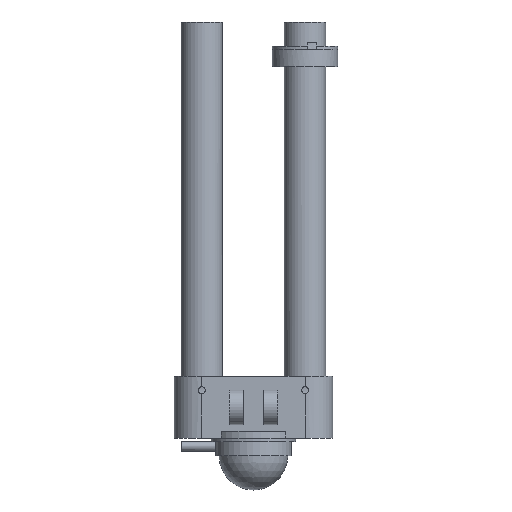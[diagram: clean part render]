
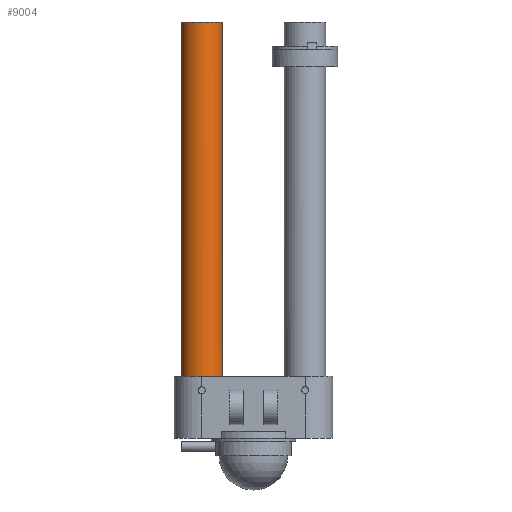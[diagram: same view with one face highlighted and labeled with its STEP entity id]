
A CAD part, front view. The second image highlights one B-rep face of the part: STEP entity #9004.
In plain terms, the highlighted cylindrical face has radius 6.015 mm (diameter 12.03 mm), a full revolution.
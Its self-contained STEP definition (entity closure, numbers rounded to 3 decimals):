
#2200 = PLANE('',#2201);
#2201 = AXIS2_PLACEMENT_3D('',#2202,#2203,#2204);
#2202 = CARTESIAN_POINT('',(-15.,-38.25,-84.));
#2203 = DIRECTION('',(0.,0.,1.));
#2204 = DIRECTION('',(-1.,0.,0.));
#2384 = PLANE('',#2385);
#2385 = AXIS2_PLACEMENT_3D('',#2386,#2387,#2388);
#2386 = CARTESIAN_POINT('',(-15.,-38.25,-84.));
#2387 = DIRECTION('',(0.,0.,1.));
#2388 = DIRECTION('',(-1.,0.,0.));
#4165 = EDGE_CURVE('',#4166,#4168,#4170,.T.);
#4166 = VERTEX_POINT('',#4167);
#4167 = CARTESIAN_POINT('',(-15.,-44.265,-84.));
#4168 = VERTEX_POINT('',#4169);
#4169 = CARTESIAN_POINT('',(-10.508,-42.25,-84.));
#4170 = SURFACE_CURVE('',#4171,(#4176,#4183),.PCURVE_S1.);
#4171 = CIRCLE('',#4172,6.015);
#4172 = AXIS2_PLACEMENT_3D('',#4173,#4174,#4175);
#4173 = CARTESIAN_POINT('',(-15.,-38.25,-84.));
#4174 = DIRECTION('',(0.,0.,1.));
#4175 = DIRECTION('',(1.,0.,0.));
#4176 = PCURVE('',#2200,#4177);
#4177 = DEFINITIONAL_REPRESENTATION('',(#4178),#4182);
#4178 = CIRCLE('',#4179,6.015);
#4179 = AXIS2_PLACEMENT_2D('',#4180,#4181);
#4180 = CARTESIAN_POINT('',(0.,0.));
#4181 = DIRECTION('',(-1.,0.));
#4182 = ( GEOMETRIC_REPRESENTATION_CONTEXT(2) 
PARAMETRIC_REPRESENTATION_CONTEXT() REPRESENTATION_CONTEXT('2D SPACE',''
  ) );
#4183 = PCURVE('',#4184,#4189);
#4184 = CYLINDRICAL_SURFACE('',#4185,6.015);
#4185 = AXIS2_PLACEMENT_3D('',#4186,#4187,#4188);
#4186 = CARTESIAN_POINT('',(-15.,-38.25,-101.));
#4187 = DIRECTION('',(0.,0.,1.));
#4188 = DIRECTION('',(1.,0.,0.));
#4189 = DEFINITIONAL_REPRESENTATION('',(#4190),#4194);
#4190 = LINE('',#4191,#4192);
#4191 = CARTESIAN_POINT('',(0.,17.));
#4192 = VECTOR('',#4193,1.);
#4193 = DIRECTION('',(1.,0.));
#4194 = ( GEOMETRIC_REPRESENTATION_CONTEXT(2) 
PARAMETRIC_REPRESENTATION_CONTEXT() REPRESENTATION_CONTEXT('2D SPACE',''
  ) );
#4210 = PLANE('',#4211);
#4211 = AXIS2_PLACEMENT_3D('',#4212,#4213,#4214);
#4212 = CARTESIAN_POINT('',(-15.,-38.25,-84.));
#4213 = DIRECTION('',(0.,0.,1.));
#4214 = DIRECTION('',(-1.,0.,0.));
#4237 = PLANE('',#4238);
#4238 = AXIS2_PLACEMENT_3D('',#4239,#4240,#4241);
#4239 = CARTESIAN_POINT('',(-15.,-38.25,-84.));
#4240 = DIRECTION('',(0.,0.,1.));
#4241 = DIRECTION('',(-1.,0.,0.));
#4380 = EDGE_CURVE('',#4381,#4383,#4385,.T.);
#4381 = VERTEX_POINT('',#4382);
#4382 = CARTESIAN_POINT('',(-10.508,-34.25,-84.));
#4383 = VERTEX_POINT('',#4384);
#4384 = CARTESIAN_POINT('',(-15.,-32.235,-84.));
#4385 = SURFACE_CURVE('',#4386,(#4391,#4398),.PCURVE_S1.);
#4386 = CIRCLE('',#4387,6.015);
#4387 = AXIS2_PLACEMENT_3D('',#4388,#4389,#4390);
#4388 = CARTESIAN_POINT('',(-15.,-38.25,-84.));
#4389 = DIRECTION('',(0.,0.,1.));
#4390 = DIRECTION('',(1.,0.,0.));
#4391 = PCURVE('',#2384,#4392);
#4392 = DEFINITIONAL_REPRESENTATION('',(#4393),#4397);
#4393 = CIRCLE('',#4394,6.015);
#4394 = AXIS2_PLACEMENT_2D('',#4395,#4396);
#4395 = CARTESIAN_POINT('',(0.,0.));
#4396 = DIRECTION('',(-1.,0.));
#4397 = ( GEOMETRIC_REPRESENTATION_CONTEXT(2) 
PARAMETRIC_REPRESENTATION_CONTEXT() REPRESENTATION_CONTEXT('2D SPACE',''
  ) );
#4398 = PCURVE('',#4184,#4399);
#4399 = DEFINITIONAL_REPRESENTATION('',(#4400),#4404);
#4400 = LINE('',#4401,#4402);
#4401 = CARTESIAN_POINT('',(0.,17.));
#4402 = VECTOR('',#4403,1.);
#4403 = DIRECTION('',(1.,0.));
#4404 = ( GEOMETRIC_REPRESENTATION_CONTEXT(2) 
PARAMETRIC_REPRESENTATION_CONTEXT() REPRESENTATION_CONTEXT('2D SPACE',''
  ) );
#9004 = ADVANCED_FACE('',(#9005),#4184,.T.);
#9005 = FACE_BOUND('',#9006,.T.);
#9006 = EDGE_LOOP('',(#9007,#9032,#9059,#9060,#9082,#9083,#9105,#9106));
#9007 = ORIENTED_EDGE('',*,*,#9008,.T.);
#9008 = EDGE_CURVE('',#9009,#9011,#9013,.T.);
#9009 = VERTEX_POINT('',#9010);
#9010 = CARTESIAN_POINT('',(-8.985,-38.25,-84.));
#9011 = VERTEX_POINT('',#9012);
#9012 = CARTESIAN_POINT('',(-8.985,-38.25,19.));
#9013 = SEAM_CURVE('',#9014,(#9018,#9025),.PCURVE_S1.);
#9014 = LINE('',#9015,#9016);
#9015 = CARTESIAN_POINT('',(-8.985,-38.25,-101.));
#9016 = VECTOR('',#9017,1.);
#9017 = DIRECTION('',(0.,0.,1.));
#9018 = PCURVE('',#4184,#9019);
#9019 = DEFINITIONAL_REPRESENTATION('',(#9020),#9024);
#9020 = LINE('',#9021,#9022);
#9021 = CARTESIAN_POINT('',(6.283,-0.));
#9022 = VECTOR('',#9023,1.);
#9023 = DIRECTION('',(0.,1.));
#9024 = ( GEOMETRIC_REPRESENTATION_CONTEXT(2) 
PARAMETRIC_REPRESENTATION_CONTEXT() REPRESENTATION_CONTEXT('2D SPACE',''
  ) );
#9025 = PCURVE('',#4184,#9026);
#9026 = DEFINITIONAL_REPRESENTATION('',(#9027),#9031);
#9027 = LINE('',#9028,#9029);
#9028 = CARTESIAN_POINT('',(0.,-0.));
#9029 = VECTOR('',#9030,1.);
#9030 = DIRECTION('',(0.,1.));
#9031 = ( GEOMETRIC_REPRESENTATION_CONTEXT(2) 
PARAMETRIC_REPRESENTATION_CONTEXT() REPRESENTATION_CONTEXT('2D SPACE',''
  ) );
#9032 = ORIENTED_EDGE('',*,*,#9033,.F.);
#9033 = EDGE_CURVE('',#9011,#9011,#9034,.T.);
#9034 = SURFACE_CURVE('',#9035,(#9040,#9047),.PCURVE_S1.);
#9035 = CIRCLE('',#9036,6.015);
#9036 = AXIS2_PLACEMENT_3D('',#9037,#9038,#9039);
#9037 = CARTESIAN_POINT('',(-15.,-38.25,19.));
#9038 = DIRECTION('',(0.,0.,1.));
#9039 = DIRECTION('',(1.,0.,0.));
#9040 = PCURVE('',#4184,#9041);
#9041 = DEFINITIONAL_REPRESENTATION('',(#9042),#9046);
#9042 = LINE('',#9043,#9044);
#9043 = CARTESIAN_POINT('',(0.,120.));
#9044 = VECTOR('',#9045,1.);
#9045 = DIRECTION('',(1.,0.));
#9046 = ( GEOMETRIC_REPRESENTATION_CONTEXT(2) 
PARAMETRIC_REPRESENTATION_CONTEXT() REPRESENTATION_CONTEXT('2D SPACE',''
  ) );
#9047 = PCURVE('',#9048,#9053);
#9048 = PLANE('',#9049);
#9049 = AXIS2_PLACEMENT_3D('',#9050,#9051,#9052);
#9050 = CARTESIAN_POINT('',(-15.,-38.25,19.));
#9051 = DIRECTION('',(0.,0.,1.));
#9052 = DIRECTION('',(1.,0.,0.));
#9053 = DEFINITIONAL_REPRESENTATION('',(#9054),#9058);
#9054 = CIRCLE('',#9055,6.015);
#9055 = AXIS2_PLACEMENT_2D('',#9056,#9057);
#9056 = CARTESIAN_POINT('',(0.,0.));
#9057 = DIRECTION('',(1.,0.));
#9058 = ( GEOMETRIC_REPRESENTATION_CONTEXT(2) 
PARAMETRIC_REPRESENTATION_CONTEXT() REPRESENTATION_CONTEXT('2D SPACE',''
  ) );
#9059 = ORIENTED_EDGE('',*,*,#9008,.F.);
#9060 = ORIENTED_EDGE('',*,*,#9061,.T.);
#9061 = EDGE_CURVE('',#9009,#4381,#9062,.T.);
#9062 = SURFACE_CURVE('',#9063,(#9068,#9075),.PCURVE_S1.);
#9063 = CIRCLE('',#9064,6.015);
#9064 = AXIS2_PLACEMENT_3D('',#9065,#9066,#9067);
#9065 = CARTESIAN_POINT('',(-15.,-38.25,-84.));
#9066 = DIRECTION('',(0.,0.,1.));
#9067 = DIRECTION('',(1.,0.,0.));
#9068 = PCURVE('',#4184,#9069);
#9069 = DEFINITIONAL_REPRESENTATION('',(#9070),#9074);
#9070 = LINE('',#9071,#9072);
#9071 = CARTESIAN_POINT('',(0.,17.));
#9072 = VECTOR('',#9073,1.);
#9073 = DIRECTION('',(1.,0.));
#9074 = ( GEOMETRIC_REPRESENTATION_CONTEXT(2) 
PARAMETRIC_REPRESENTATION_CONTEXT() REPRESENTATION_CONTEXT('2D SPACE',''
  ) );
#9075 = PCURVE('',#4237,#9076);
#9076 = DEFINITIONAL_REPRESENTATION('',(#9077),#9081);
#9077 = CIRCLE('',#9078,6.015);
#9078 = AXIS2_PLACEMENT_2D('',#9079,#9080);
#9079 = CARTESIAN_POINT('',(0.,0.));
#9080 = DIRECTION('',(-1.,0.));
#9081 = ( GEOMETRIC_REPRESENTATION_CONTEXT(2) 
PARAMETRIC_REPRESENTATION_CONTEXT() REPRESENTATION_CONTEXT('2D SPACE',''
  ) );
#9082 = ORIENTED_EDGE('',*,*,#4380,.T.);
#9083 = ORIENTED_EDGE('',*,*,#9084,.T.);
#9084 = EDGE_CURVE('',#4383,#4166,#9085,.T.);
#9085 = SURFACE_CURVE('',#9086,(#9091,#9098),.PCURVE_S1.);
#9086 = CIRCLE('',#9087,6.015);
#9087 = AXIS2_PLACEMENT_3D('',#9088,#9089,#9090);
#9088 = CARTESIAN_POINT('',(-15.,-38.25,-84.));
#9089 = DIRECTION('',(0.,0.,1.));
#9090 = DIRECTION('',(1.,0.,0.));
#9091 = PCURVE('',#4184,#9092);
#9092 = DEFINITIONAL_REPRESENTATION('',(#9093),#9097);
#9093 = LINE('',#9094,#9095);
#9094 = CARTESIAN_POINT('',(0.,17.));
#9095 = VECTOR('',#9096,1.);
#9096 = DIRECTION('',(1.,0.));
#9097 = ( GEOMETRIC_REPRESENTATION_CONTEXT(2) 
PARAMETRIC_REPRESENTATION_CONTEXT() REPRESENTATION_CONTEXT('2D SPACE',''
  ) );
#9098 = PCURVE('',#4210,#9099);
#9099 = DEFINITIONAL_REPRESENTATION('',(#9100),#9104);
#9100 = CIRCLE('',#9101,6.015);
#9101 = AXIS2_PLACEMENT_2D('',#9102,#9103);
#9102 = CARTESIAN_POINT('',(0.,0.));
#9103 = DIRECTION('',(-1.,0.));
#9104 = ( GEOMETRIC_REPRESENTATION_CONTEXT(2) 
PARAMETRIC_REPRESENTATION_CONTEXT() REPRESENTATION_CONTEXT('2D SPACE',''
  ) );
#9105 = ORIENTED_EDGE('',*,*,#4165,.T.);
#9106 = ORIENTED_EDGE('',*,*,#9107,.T.);
#9107 = EDGE_CURVE('',#4168,#9009,#9108,.T.);
#9108 = SURFACE_CURVE('',#9109,(#9114,#9121),.PCURVE_S1.);
#9109 = CIRCLE('',#9110,6.015);
#9110 = AXIS2_PLACEMENT_3D('',#9111,#9112,#9113);
#9111 = CARTESIAN_POINT('',(-15.,-38.25,-84.));
#9112 = DIRECTION('',(0.,0.,1.));
#9113 = DIRECTION('',(1.,0.,0.));
#9114 = PCURVE('',#4184,#9115);
#9115 = DEFINITIONAL_REPRESENTATION('',(#9116),#9120);
#9116 = LINE('',#9117,#9118);
#9117 = CARTESIAN_POINT('',(0.,17.));
#9118 = VECTOR('',#9119,1.);
#9119 = DIRECTION('',(1.,0.));
#9120 = ( GEOMETRIC_REPRESENTATION_CONTEXT(2) 
PARAMETRIC_REPRESENTATION_CONTEXT() REPRESENTATION_CONTEXT('2D SPACE',''
  ) );
#9121 = PCURVE('',#4237,#9122);
#9122 = DEFINITIONAL_REPRESENTATION('',(#9123),#9127);
#9123 = CIRCLE('',#9124,6.015);
#9124 = AXIS2_PLACEMENT_2D('',#9125,#9126);
#9125 = CARTESIAN_POINT('',(0.,0.));
#9126 = DIRECTION('',(-1.,0.));
#9127 = ( GEOMETRIC_REPRESENTATION_CONTEXT(2) 
PARAMETRIC_REPRESENTATION_CONTEXT() REPRESENTATION_CONTEXT('2D SPACE',''
  ) );
